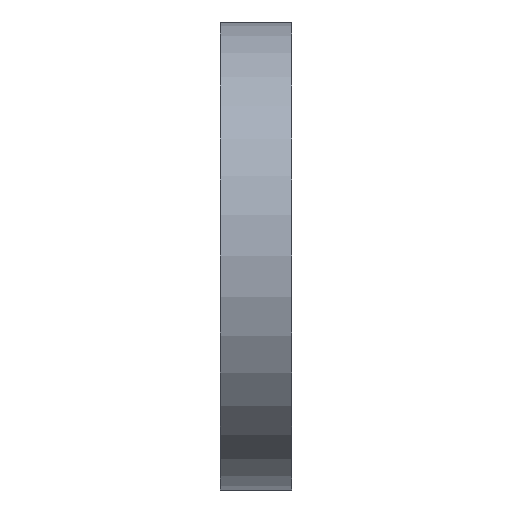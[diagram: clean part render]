
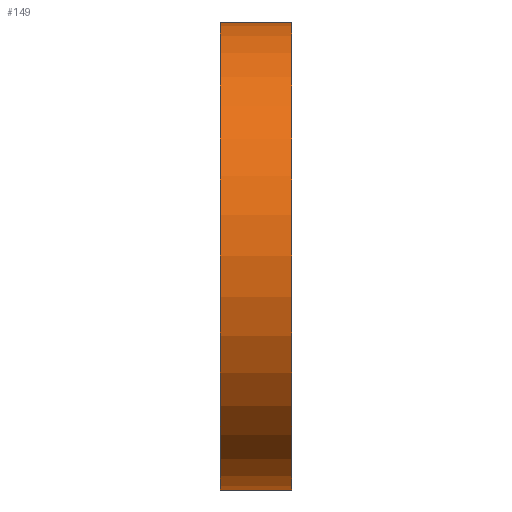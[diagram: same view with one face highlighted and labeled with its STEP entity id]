
A CAD part, left-side view. The second image highlights one B-rep face of the part: STEP entity #149.
In plain terms, the highlighted cylindrical face has radius 15.875 mm (diameter 31.75 mm), a partial arc.
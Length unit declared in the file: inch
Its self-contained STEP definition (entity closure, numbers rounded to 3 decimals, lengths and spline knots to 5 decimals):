
#21 = CARTESIAN_POINT ( 'NONE',  ( 0., 0., 0.625 ) ) ;
#97 = DIRECTION ( 'NONE',  ( 0., 0., 1. ) ) ;
#110 = ORIENTED_EDGE ( 'NONE', *, *, #354, .F. ) ;
#139 = VERTEX_POINT ( 'NONE', #421 ) ;
#140 = DIRECTION ( 'NONE',  ( 0., 0., 1. ) ) ;
#149 = ADVANCED_FACE ( 'NONE', ( #735 ), #706, .T. ) ;
#154 = DIRECTION ( 'NONE',  ( 0., 1., 0. ) ) ;
#160 = CARTESIAN_POINT ( 'NONE',  ( 0., 0., 0. ) ) ;
#186 = VERTEX_POINT ( 'NONE', #21 ) ;
#204 = DIRECTION ( 'NONE',  ( 0., 1., 0. ) ) ;
#207 = CARTESIAN_POINT ( 'NONE',  ( 0., 0.19, 0. ) ) ;
#210 = VERTEX_POINT ( 'NONE', #442 ) ;
#263 = CARTESIAN_POINT ( 'NONE',  ( 0., 0.19, 0. ) ) ;
#264 = EDGE_CURVE ( 'NONE', #210, #186, #619, .T. ) ;
#267 = VECTOR ( 'NONE', #783, 39.37008 ) ;
#275 = DIRECTION ( 'NONE',  ( 0., -1., 0. ) ) ;
#321 = EDGE_CURVE ( 'NONE', #139, #210, #834, .T. ) ;
#337 = DIRECTION ( 'NONE',  ( 0., 0., -1. ) ) ;
#351 = EDGE_CURVE ( 'NONE', #464, #186, #540, .T. ) ;
#354 = EDGE_CURVE ( 'NONE', #139, #464, #1051, .T. ) ;
#421 = CARTESIAN_POINT ( 'NONE',  ( 0., 0.19, -0.625 ) ) ;
#442 = CARTESIAN_POINT ( 'NONE',  ( 0., 0., -0.625 ) ) ;
#464 = VERTEX_POINT ( 'NONE', #521 ) ;
#521 = CARTESIAN_POINT ( 'NONE',  ( 0., 0.19, 0.625 ) ) ;
#540 = LINE ( 'NONE', #789, #267 ) ;
#546 = EDGE_LOOP ( 'NONE', ( #831, #110, #1045, #1244 ) ) ;
#619 = CIRCLE ( 'NONE', #1015, 0.625 ) ;
#642 = CARTESIAN_POINT ( 'NONE',  ( 0., 0.19, -0.625 ) ) ;
#706 = CYLINDRICAL_SURFACE ( 'NONE', #1068, 0.625 ) ;
#735 = FACE_OUTER_BOUND ( 'NONE', #546, .T. ) ;
#783 = DIRECTION ( 'NONE',  ( 0., -1., 0. ) ) ;
#789 = CARTESIAN_POINT ( 'NONE',  ( 0., 0.19, 0.625 ) ) ;
#806 = VECTOR ( 'NONE', #1097, 39.37008 ) ;
#831 = ORIENTED_EDGE ( 'NONE', *, *, #351, .F. ) ;
#834 = LINE ( 'NONE', #642, #806 ) ;
#948 = AXIS2_PLACEMENT_3D ( 'NONE', #207, #204, #97 ) ;
#1015 = AXIS2_PLACEMENT_3D ( 'NONE', #160, #154, #140 ) ;
#1045 = ORIENTED_EDGE ( 'NONE', *, *, #321, .T. ) ;
#1051 = CIRCLE ( 'NONE', #948, 0.625 ) ;
#1068 = AXIS2_PLACEMENT_3D ( 'NONE', #263, #275, #337 ) ;
#1097 = DIRECTION ( 'NONE',  ( 0., -1., 0. ) ) ;
#1244 = ORIENTED_EDGE ( 'NONE', *, *, #264, .T. ) ;
